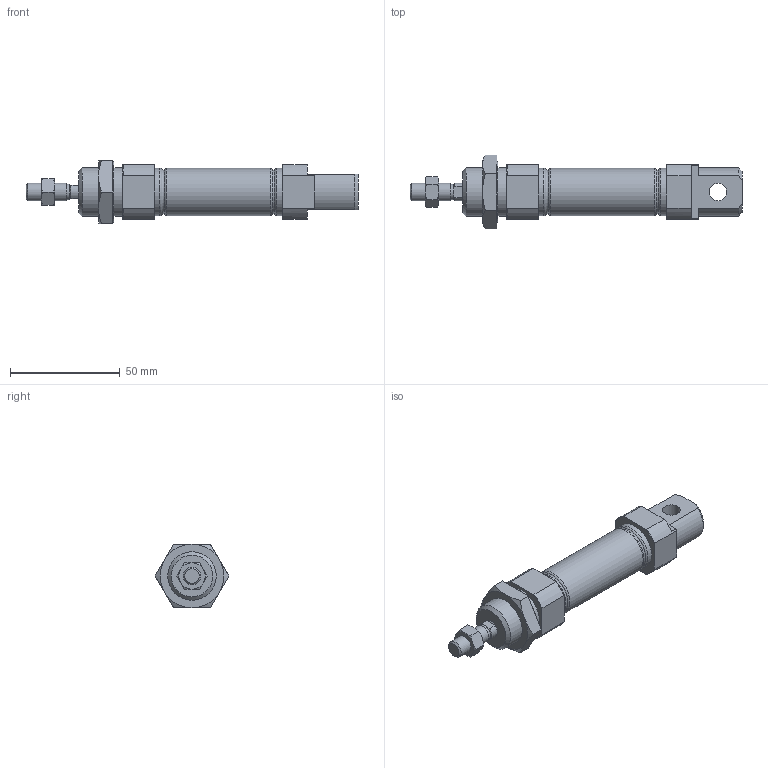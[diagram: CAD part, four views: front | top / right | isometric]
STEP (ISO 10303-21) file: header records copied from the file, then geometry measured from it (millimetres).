
FILE_DESCRIPTION( ( 'STEP AP203' ), '1' );
FILE_NAME( 'IA20X25-0-CA()(0).stp', '2021-10-12T01:58:42', ( 'License CC BY-ND 4.0' ), ( 'CADENAS' ), ' ', 'PARTsolutions', ' ' );
FILE_SCHEMA( ( 'CONFIG_CONTROL_DESIGN' ) );
Length unit declared in the file: millimetre
Products named in the file (3): IA20X25-0-CA()(0); _20X25-CA()_ia_body; _20X25-0_rod
Assembly tree (2 placements, depth 2):
  IA20X25-0-CA()(0)
    _20X25-CA()_ia_body
    _20X25-0_rod
Bounding box: 151 x 33.49 x 29 mm (x, y, z)
Volume: 47485.1 mm3; surface area: 21046.1 mm2
Topology: 2 solids, 2 shells, 129 faces, 305 edges, 191 vertices
Faces by surface type: plane 52, cone 43, cylinder 28, torus 6
Full cylindrical faces by diameter (mm): 2 x1, 7.2 x1, 8 x6, 8.566 x2, 20 x2, 21.5 x3, 22 x2, 28 x1
Entity records: 3863 total; most frequent: CARTESIAN_POINT 997, DIRECTION 565, ORIENTED_EDGE 538, EDGE_CURVE 269, AXIS2_PLACEMENT_3D 243, VERTEX_POINT 185, EDGE_LOOP 176, FACE_OUTER_BOUND 153
